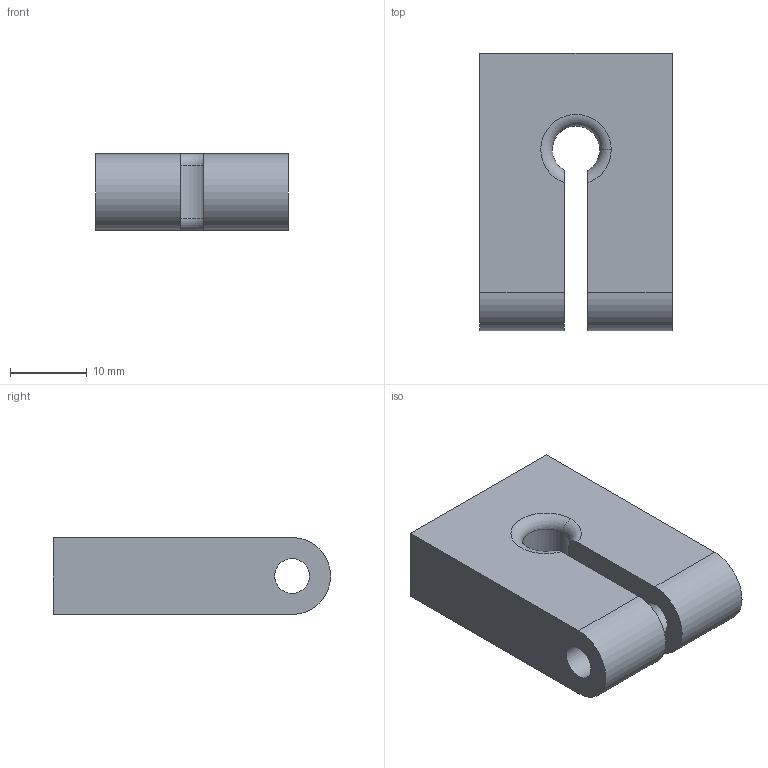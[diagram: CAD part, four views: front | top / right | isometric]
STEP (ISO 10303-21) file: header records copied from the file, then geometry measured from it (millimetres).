
FILE_DESCRIPTION(('FreeCAD Model'),'2;1');
FILE_NAME('Open CASCADE Shape Model','2025-02-26T22:49:39',(''),(''), 'Open CASCADE STEP processor 7.7','FreeCAD','Unknown');
FILE_SCHEMA(('AUTOMOTIVE_DESIGN { 1 0 10303 214 1 1 1 1 }'));
Length unit declared in the file: millimetre
Products named in the file (1): Clamp Test
Bounding box: 25 x 36 x 10 mm (x, y, z)
Volume: 7482.7 mm3; surface area: 3474.5 mm2
Topology: 1 solids, 1 shells, 16 faces, 42 edges, 28 vertices
Faces by surface type: plane 7, cylinder 5, torus 4
Full cylindrical faces by diameter (mm): 4.5 x2
Entity records: 629 total; most frequent: CARTESIAN_POINT 191, DIRECTION 90, ORIENTED_EDGE 84, EDGE_CURVE 42, AXIS2_PLACEMENT_3D 35, VERTEX_POINT 28, FACE_BOUND 20, EDGE_LOOP 20
